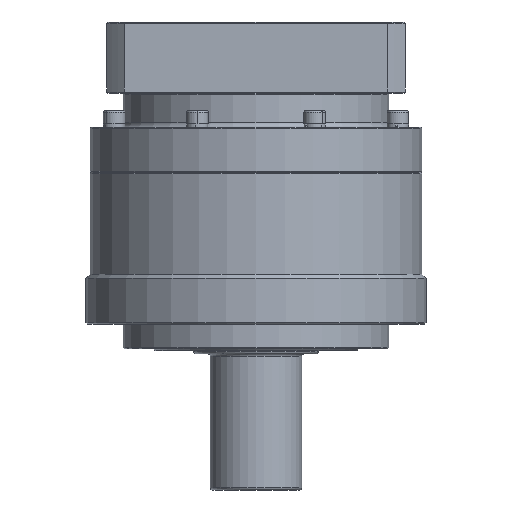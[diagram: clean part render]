
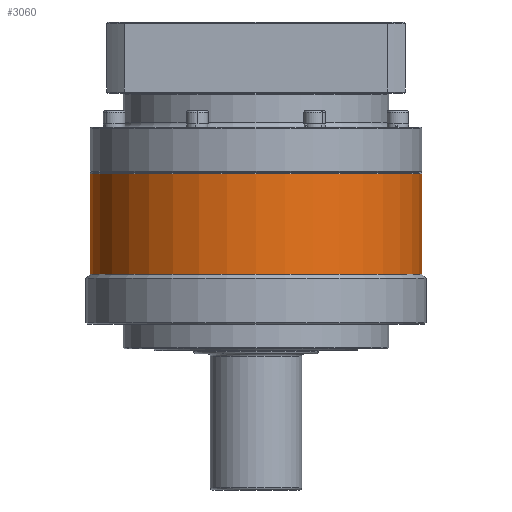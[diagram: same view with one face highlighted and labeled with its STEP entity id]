
A CAD part, front view. The second image highlights one B-rep face of the part: STEP entity #3060.
In plain terms, the highlighted cylindrical face has radius 100 mm (diameter 200 mm), a partial arc.
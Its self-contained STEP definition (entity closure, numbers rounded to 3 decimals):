
#553 = EDGE_LOOP ( 'NONE', ( #13678, #11258, #2362, #12677 ) ) ;
#735 = CARTESIAN_POINT ( 'NONE',  ( -157.657, 18.696, -8.25 ) ) ;
#1440 = CARTESIAN_POINT ( 'NONE',  ( -57.657, 18.696, -331.063 ) ) ;
#1865 = CARTESIAN_POINT ( 'NONE',  ( -157.657, 18.696, -331.063 ) ) ;
#2153 = CARTESIAN_POINT ( 'NONE',  ( 42.343, 18.696, -331.063 ) ) ;
#2163 = VERTEX_POINT ( 'NONE', #4184 ) ;
#2362 = ORIENTED_EDGE ( 'NONE', *, *, #3431, .T. ) ;
#2448 = DIRECTION ( 'NONE',  ( 0., 0., 1. ) ) ;
#2890 = EDGE_CURVE ( 'NONE', #10041, #2163, #13658, .T. ) ;
#3060 = ADVANCED_FACE ( 'NONE', ( #4970 ), #10784, .T. ) ;
#3330 = DIRECTION ( 'NONE',  ( 0., 0., 1. ) ) ;
#3431 = EDGE_CURVE ( 'NONE', #13292, #10041, #14899, .T. ) ;
#4184 = CARTESIAN_POINT ( 'NONE',  ( -157.657, 18.696, 52.45 ) ) ;
#4970 = FACE_OUTER_BOUND ( 'NONE', #553, .T. ) ;
#5676 = VECTOR ( 'NONE', #3330, 1000. ) ;
#5679 = LINE ( 'NONE', #1865, #11849 ) ;
#6075 = EDGE_CURVE ( 'NONE', #6979, #13292, #13498, .T. ) ;
#6774 = DIRECTION ( 'NONE',  ( 0., 0., -1. ) ) ;
#6930 = EDGE_CURVE ( 'NONE', #6979, #2163, #5679, .T. ) ;
#6960 = AXIS2_PLACEMENT_3D ( 'NONE', #1440, #13030, #9631 ) ;
#6979 = VERTEX_POINT ( 'NONE', #735 ) ;
#8015 = CARTESIAN_POINT ( 'NONE',  ( 42.343, 18.696, 52.45 ) ) ;
#9457 = CARTESIAN_POINT ( 'NONE',  ( -57.657, 18.696, -8.25 ) ) ;
#9631 = DIRECTION ( 'NONE',  ( 1., 0., 0. ) ) ;
#9951 = AXIS2_PLACEMENT_3D ( 'NONE', #9457, #2448, #10619 ) ;
#10041 = VERTEX_POINT ( 'NONE', #8015 ) ;
#10042 = DIRECTION ( 'NONE',  ( 0., 0., 1. ) ) ;
#10372 = AXIS2_PLACEMENT_3D ( 'NONE', #13685, #6774, #14849 ) ;
#10619 = DIRECTION ( 'NONE',  ( -1., 0., 0. ) ) ;
#10784 = CYLINDRICAL_SURFACE ( 'NONE', #6960, 100. ) ;
#11039 = CARTESIAN_POINT ( 'NONE',  ( 42.343, 18.696, -8.25 ) ) ;
#11258 = ORIENTED_EDGE ( 'NONE', *, *, #6075, .T. ) ;
#11849 = VECTOR ( 'NONE', #10042, 1000. ) ;
#12677 = ORIENTED_EDGE ( 'NONE', *, *, #2890, .T. ) ;
#13030 = DIRECTION ( 'NONE',  ( 0., 0., 1. ) ) ;
#13292 = VERTEX_POINT ( 'NONE', #11039 ) ;
#13498 = CIRCLE ( 'NONE', #9951, 100. ) ;
#13658 = CIRCLE ( 'NONE', #10372, 100. ) ;
#13678 = ORIENTED_EDGE ( 'NONE', *, *, #6930, .F. ) ;
#13685 = CARTESIAN_POINT ( 'NONE',  ( -57.657, 18.696, 52.45 ) ) ;
#14849 = DIRECTION ( 'NONE',  ( 1., 0., 0. ) ) ;
#14899 = LINE ( 'NONE', #2153, #5676 ) ;
